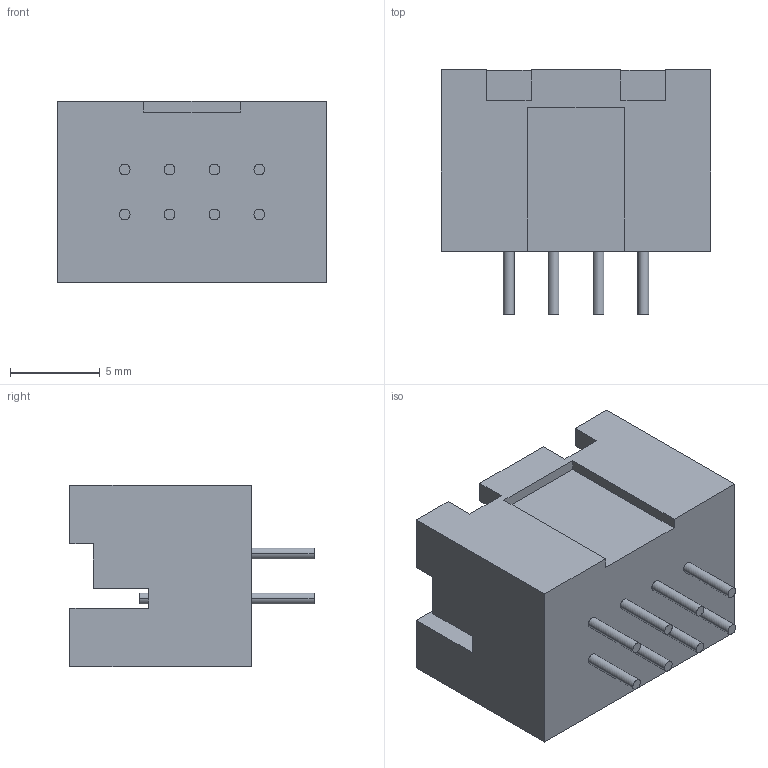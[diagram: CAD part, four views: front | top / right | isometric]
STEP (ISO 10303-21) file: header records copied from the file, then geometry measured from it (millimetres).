
FILE_DESCRIPTION (( 'STEP AP214' ), '1' );
FILE_NAME ('JST_XAD_B08B-XADSS-N_2x04_P2.50mm_Vertical.STEP', '2020-06-06T16:32:15', ( '' ), ( '' ), 'SwSTEP 2.0', 'SolidWorks 2018', '' );
FILE_SCHEMA (( 'AUTOMOTIVE_DESIGN' ));
Length unit declared in the file: inch
Products named in the file (1): JST_XAD_B08B-XADSS-N_2x04_P2.50mm_Vertical
Bounding box: 15 x 13.6 x 10.1 mm (x, y, z)
Volume: 766.2 mm3; surface area: 1271.4 mm2
Topology: 1 solids, 1 shells, 134 faces, 324 edges, 216 vertices
Faces by surface type: plane 102, cylinder 32
Entity records: 4564 total; most frequent: CARTESIAN_POINT 675, DIRECTION 658, ORIENTED_EDGE 648, EDGE_CURVE 324, VECTOR 260, LINE 260, VERTEX_POINT 216, AXIS2_PLACEMENT_3D 199
